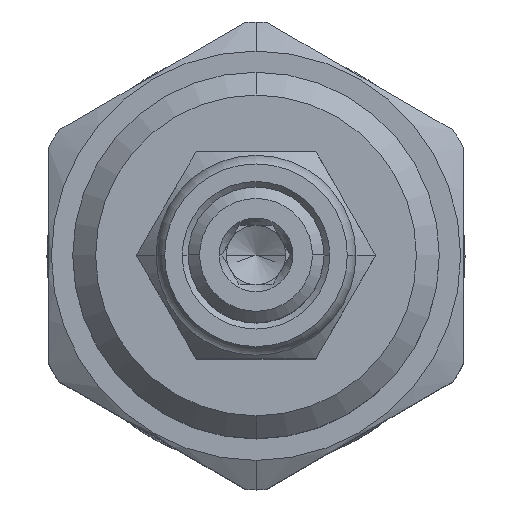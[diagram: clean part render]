
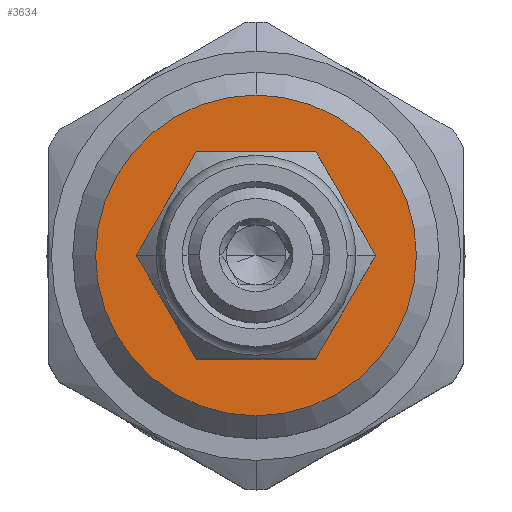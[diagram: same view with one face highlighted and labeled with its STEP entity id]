
A CAD part, top view. The second image highlights one B-rep face of the part: STEP entity #3634.
In plain terms, the highlighted planar face has unit normal (0, 0, 1).
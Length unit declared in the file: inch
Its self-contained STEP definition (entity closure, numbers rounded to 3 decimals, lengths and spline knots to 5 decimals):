
#385=CARTESIAN_POINT('',(0.,0.,4.031));
#386=DIRECTION('',(0.,0.,1.));
#387=DIRECTION('',(-1.,0.,0.));
#388=AXIS2_PLACEMENT_3D('',#385,#386,#387);
#390=CARTESIAN_POINT('',(0.,0.,4.031));
#391=DIRECTION('',(0.,0.,1.));
#392=DIRECTION('',(1.,0.,0.));
#393=AXIS2_PLACEMENT_3D('',#390,#391,#392);
#395=CARTESIAN_POINT('',(0.,0.,4.031));
#396=DIRECTION('',(0.,0.,1.));
#397=DIRECTION('',(0.,-1.,0.));
#398=AXIS2_PLACEMENT_3D('',#395,#396,#397);
#413=CARTESIAN_POINT('',(0.,0.,4.031));
#414=DIRECTION('',(0.,0.,1.));
#415=DIRECTION('',(0.,1.,0.));
#416=AXIS2_PLACEMENT_3D('',#413,#414,#415);
#2833=CARTESIAN_POINT('',(0.,0.435,4.031));
#2834=CARTESIAN_POINT('',(0.,-0.435,4.031));
#2835=VERTEX_POINT('',#2833);
#2836=VERTEX_POINT('',#2834);
#3069=CARTESIAN_POINT('',(-0.271,0.,4.031));
#3070=CARTESIAN_POINT('',(0.271,0.,4.031));
#3071=VERTEX_POINT('',#3069);
#3072=VERTEX_POINT('',#3070);
#3618=CARTESIAN_POINT('',(0.,0.,4.031));
#3619=DIRECTION('',(0.,0.,1.));
#3620=DIRECTION('',(0.,1.,0.));
#3621=AXIS2_PLACEMENT_3D('',#3618,#3619,#3620);
#3622=PLANE('',#3621);
#3624=ORIENTED_EDGE('',*,*,#3623,.F.);
#3626=ORIENTED_EDGE('',*,*,#3625,.F.);
#3627=EDGE_LOOP('',(#3624,#3626));
#3628=FACE_OUTER_BOUND('',#3627,.F.);
#3630=ORIENTED_EDGE('',*,*,#3629,.T.);
#3631=ORIENTED_EDGE('',*,*,#3608,.T.);
#3632=EDGE_LOOP('',(#3630,#3631));
#3633=FACE_BOUND('',#3632,.F.);
#3634=ADVANCED_FACE('',(#3628,#3633),#3622,.T.);
#389=CIRCLE('',#388,0.271);
#394=CIRCLE('',#393,0.271);
#399=CIRCLE('',#398,0.435);
#417=CIRCLE('',#416,0.435);
#3608=EDGE_CURVE('',#3072,#3071,#394,.T.);
#3623=EDGE_CURVE('',#2836,#2835,#399,.T.);
#3625=EDGE_CURVE('',#2835,#2836,#417,.T.);
#3629=EDGE_CURVE('',#3071,#3072,#389,.T.);
